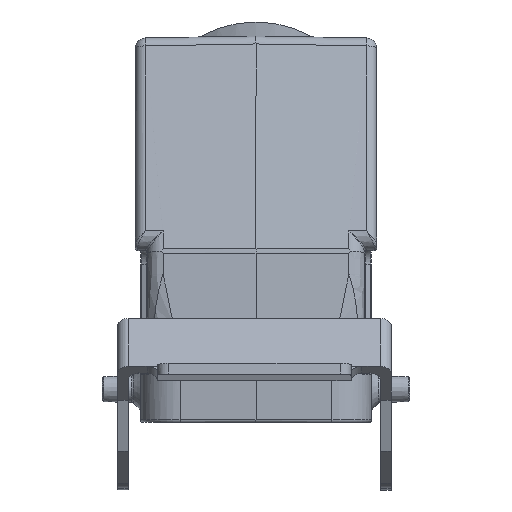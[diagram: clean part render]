
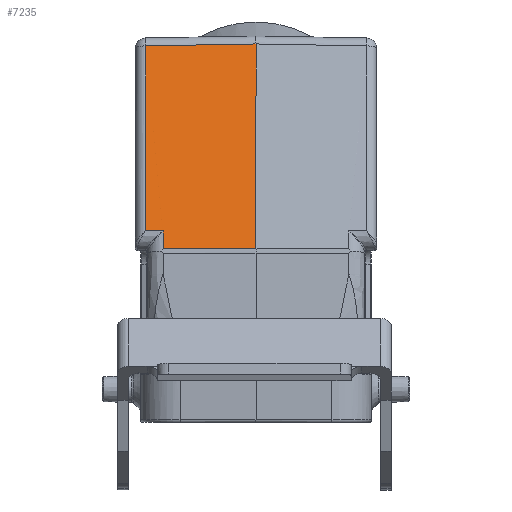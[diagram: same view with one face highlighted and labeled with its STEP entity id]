
A CAD part, left-side view. The second image highlights one B-rep face of the part: STEP entity #7235.
In plain terms, the highlighted planar face has unit normal (-0.966, 0.018, 0.259).
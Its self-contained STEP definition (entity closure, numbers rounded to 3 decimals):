
#5511=CARTESIAN_POINT('',(-33.126,20.535,26.592));
#5512=VERTEX_POINT('',#5511);
#5520=CARTESIAN_POINT('',(-23.904,20.535,61.009));
#5521=VERTEX_POINT('',#5520);
#5522=CARTESIAN_POINT('',(-23.904,20.535,61.009));
#5523=DIRECTION('',(-0.259,0.0,-0.966));
#5524=VECTOR('',#5523,35.631);
#5525=LINE('',#5522,#5524);
#5526=EDGE_CURVE('',#5521,#5512,#5525,.T.);
#6676=CARTESIAN_POINT('',(-34.089,17.302,23.215));
#6677=VERTEX_POINT('',#6676);
#6699=CARTESIAN_POINT('',(-34.381,0.,23.294));
#6700=VERTEX_POINT('',#6699);
#6708=CARTESIAN_POINT('',(-34.089,17.302,23.215));
#6709=DIRECTION('',(-0.017,-1.,0.005));
#6710=VECTOR('',#6709,17.305);
#6711=LINE('',#6708,#6710);
#6712=EDGE_CURVE('',#6677,#6700,#6711,.T.);
#7182=CARTESIAN_POINT('',(-34.381,0.0,23.294));
#7183=DIRECTION('',(-0.966,0.017,0.259));
#7184=DIRECTION('',(0.259,0.,0.966));
#7185=AXIS2_PLACEMENT_3D('',#7182,#7183,#7184);
#7186=PLANE('',#7185);
#7187=CARTESIAN_POINT('',(-33.2,17.302,26.536));
#7188=VERTEX_POINT('',#7187);
#7189=CARTESIAN_POINT('',(-33.196,17.406,26.538));
#7190=VERTEX_POINT('',#7189);
#7191=CARTESIAN_POINT('',(-33.2,17.302,26.536));
#7192=DIRECTION('',(0.023,1.,0.017));
#7193=VECTOR('',#7192,0.104);
#7194=LINE('',#7191,#7193);
#7195=EDGE_CURVE('',#7188,#7190,#7194,.T.);
#7196=ORIENTED_EDGE('',*,*,#7195,.F.);
#7197=CARTESIAN_POINT('',(-33.2,17.302,26.536));
#7198=DIRECTION('',(-0.259,0.0,-0.966));
#7199=VECTOR('',#7198,3.437);
#7200=LINE('',#7197,#7199);
#7201=EDGE_CURVE('',#7188,#6677,#7200,.T.);
#7202=ORIENTED_EDGE('',*,*,#7201,.T.);
#7203=ORIENTED_EDGE('',*,*,#6712,.T.);
#7204=CARTESIAN_POINT('',(-24.179,0.0,61.368));
#7205=VERTEX_POINT('',#7204);
#7206=CARTESIAN_POINT('',(-24.179,0.0,61.368));
#7207=DIRECTION('',(-0.259,0.0,-0.966));
#7208=VECTOR('',#7207,39.417);
#7209=LINE('',#7206,#7208);
#7210=EDGE_CURVE('',#7205,#6700,#7209,.T.);
#7211=ORIENTED_EDGE('',*,*,#7210,.F.);
#7212=CARTESIAN_POINT('',(-24.179,0.,61.368));
#7213=DIRECTION('',(0.013,1.,-0.017));
#7214=VECTOR('',#7213,20.54);
#7215=LINE('',#7212,#7214);
#7216=EDGE_CURVE('',#7205,#5521,#7215,.T.);
#7217=ORIENTED_EDGE('',*,*,#7216,.T.);
#7218=ORIENTED_EDGE('',*,*,#5526,.T.);
#7219=CARTESIAN_POINT('',(-33.195,17.427,26.538));
#7220=VERTEX_POINT('',#7219);
#7221=CARTESIAN_POINT('',(-33.197,17.427,26.538));
#7222=DIRECTION('',(0.023,1.,0.017));
#7223=VECTOR('',#7222,3.11);
#7224=LINE('',#7221,#7223);
#7225=EDGE_CURVE('',#7220,#5512,#7224,.T.);
#7226=ORIENTED_EDGE('',*,*,#7225,.F.);
#7227=CARTESIAN_POINT('',(-33.197,17.406,26.538));
#7228=DIRECTION('',(0.023,1.,0.017));
#7229=VECTOR('',#7228,0.021);
#7230=LINE('',#7227,#7229);
#7231=EDGE_CURVE('',#7190,#7220,#7230,.T.);
#7232=ORIENTED_EDGE('',*,*,#7231,.F.);
#7233=EDGE_LOOP('',(#7196,#7202,#7203,#7211,#7217,#7218,#7226,#7232));
#7234=FACE_OUTER_BOUND('',#7233,.T.);
#7235=ADVANCED_FACE('',(#7234),#7186,.T.);
